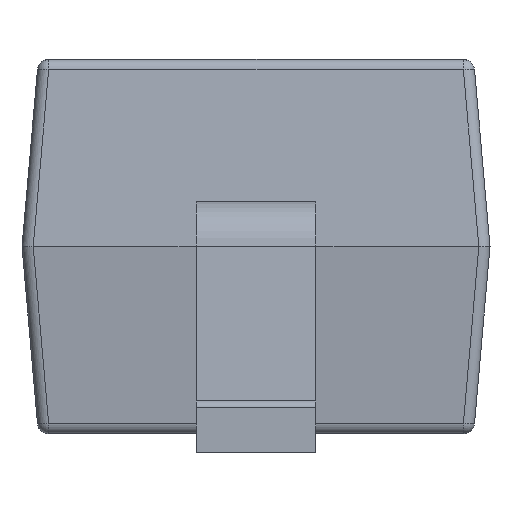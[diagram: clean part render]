
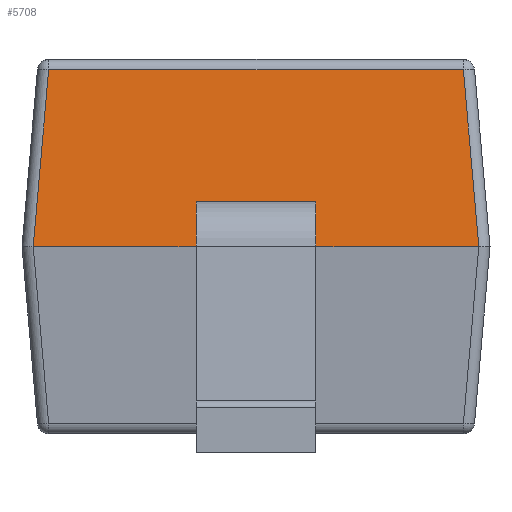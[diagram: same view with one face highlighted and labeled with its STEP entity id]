
A CAD part, left-side view. The second image highlights one B-rep face of the part: STEP entity #5708.
In plain terms, the highlighted planar face has unit normal (-0.996, 0, 0.087).
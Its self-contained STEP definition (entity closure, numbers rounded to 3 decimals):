
#68 = FACE_OUTER_BOUND ( 'NONE', #5325, .T. ) ;
#189 = ORIENTED_EDGE ( 'NONE', *, *, #2009, .T. ) ;
#216 = ORIENTED_EDGE ( 'NONE', *, *, #6427, .T. ) ;
#270 = EDGE_CURVE ( 'NONE', #4292, #6391, #6304, .T. ) ;
#306 = DIRECTION ( 'NONE',  ( 0., -1., 0. ) ) ;
#332 = CARTESIAN_POINT ( 'NONE',  ( -0.85, 0.625, 0. ) ) ;
#346 = DIRECTION ( 'NONE',  ( 0.087, 0., 0.996 ) ) ;
#585 = ORIENTED_EDGE ( 'NONE', *, *, #5034, .T. ) ;
#687 = ORIENTED_EDGE ( 'NONE', *, *, #270, .T. ) ;
#789 = DIRECTION ( 'NONE',  ( 0., -1., 0. ) ) ;
#888 = DIRECTION ( 'NONE',  ( 0., -1., 0. ) ) ;
#920 = CARTESIAN_POINT ( 'NONE',  ( -0.85, 0.595, 0. ) ) ;
#1129 = AXIS2_PLACEMENT_3D ( 'NONE', #4009, #1484, #6044 ) ;
#1254 = LINE ( 'NONE', #5108, #4637 ) ;
#1363 = CARTESIAN_POINT ( 'NONE',  ( -0.85, -0.16, 0. ) ) ;
#1461 = PLANE ( 'NONE',  #1129 ) ;
#1484 = DIRECTION ( 'NONE',  ( -0.996, 0., 0.087 ) ) ;
#1603 = VECTOR ( 'NONE', #306, 1000. ) ;
#1726 = CARTESIAN_POINT ( 'NONE',  ( -0.85, -0.595, 0. ) ) ;
#1750 = CARTESIAN_POINT ( 'NONE',  ( -0.809, -0.554, 0.473 ) ) ;
#1779 = CARTESIAN_POINT ( 'NONE',  ( -0.84, 0.16, 0.12 ) ) ;
#1836 = VERTEX_POINT ( 'NONE', #1750 ) ;
#2009 = EDGE_CURVE ( 'NONE', #1836, #2821, #5556, .T. ) ;
#2327 = VECTOR ( 'NONE', #346, 1000. ) ;
#2385 = EDGE_CURVE ( 'NONE', #3924, #5134, #4115, .T. ) ;
#2658 = EDGE_CURVE ( 'NONE', #5996, #5122, #4858, .T. ) ;
#2684 = CARTESIAN_POINT ( 'NONE',  ( -0.85, 0.16, 0. ) ) ;
#2821 = VERTEX_POINT ( 'NONE', #5493 ) ;
#2884 = LINE ( 'NONE', #2684, #4417 ) ;
#3400 = CARTESIAN_POINT ( 'NONE',  ( -0.84, -0.16, 0.12 ) ) ;
#3655 = LINE ( 'NONE', #1363, #2327 ) ;
#3923 = CARTESIAN_POINT ( 'NONE',  ( -0.84, 0.625, 0.12 ) ) ;
#3924 = VERTEX_POINT ( 'NONE', #1779 ) ;
#4009 = CARTESIAN_POINT ( 'NONE',  ( -0.85, 0.625, 0. ) ) ;
#4115 = LINE ( 'NONE', #3923, #6506 ) ;
#4127 = VECTOR ( 'NONE', #6441, 1000. ) ;
#4194 = EDGE_CURVE ( 'NONE', #6391, #1836, #1254, .T. ) ;
#4204 = DIRECTION ( 'NONE',  ( 0.087, 0., 0.996 ) ) ;
#4292 = VERTEX_POINT ( 'NONE', #6184 ) ;
#4383 = CARTESIAN_POINT ( 'NONE',  ( -0.85, 0.625, 0. ) ) ;
#4417 = VECTOR ( 'NONE', #4204, 1000. ) ;
#4637 = VECTOR ( 'NONE', #5088, 1000. ) ;
#4667 = VECTOR ( 'NONE', #5986, 1000. ) ;
#4770 = ORIENTED_EDGE ( 'NONE', *, *, #4987, .F. ) ;
#4858 = LINE ( 'NONE', #332, #1603 ) ;
#4918 = CARTESIAN_POINT ( 'NONE',  ( -0.85, 0.595, -0.003 ) ) ;
#4938 = CARTESIAN_POINT ( 'NONE',  ( -0.809, 0.581, 0.473 ) ) ;
#4987 = EDGE_CURVE ( 'NONE', #4292, #5134, #3655, .T. ) ;
#5034 = EDGE_CURVE ( 'NONE', #2821, #5996, #5276, .T. ) ;
#5088 = DIRECTION ( 'NONE',  ( 0.087, 0.087, 0.992 ) ) ;
#5108 = CARTESIAN_POINT ( 'NONE',  ( -0.841, -0.586, 0.105 ) ) ;
#5122 = VERTEX_POINT ( 'NONE', #6421 ) ;
#5134 = VERTEX_POINT ( 'NONE', #3400 ) ;
#5215 = ORIENTED_EDGE ( 'NONE', *, *, #2658, .T. ) ;
#5276 = LINE ( 'NONE', #4918, #4127 ) ;
#5325 = EDGE_LOOP ( 'NONE', ( #189, #585, #5215, #216, #6001, #4770, #687, #6154 ) ) ;
#5493 = CARTESIAN_POINT ( 'NONE',  ( -0.809, 0.554, 0.473 ) ) ;
#5556 = LINE ( 'NONE', #4938, #4667 ) ;
#5708 = ADVANCED_FACE ( 'NONE', ( #68 ), #1461, .T. ) ;
#5986 = DIRECTION ( 'NONE',  ( 0., 1., 0. ) ) ;
#5996 = VERTEX_POINT ( 'NONE', #920 ) ;
#6001 = ORIENTED_EDGE ( 'NONE', *, *, #2385, .T. ) ;
#6044 = DIRECTION ( 'NONE',  ( 0.087, 0., 0.996 ) ) ;
#6154 = ORIENTED_EDGE ( 'NONE', *, *, #4194, .T. ) ;
#6184 = CARTESIAN_POINT ( 'NONE',  ( -0.85, -0.16, 0. ) ) ;
#6304 = LINE ( 'NONE', #4383, #6463 ) ;
#6391 = VERTEX_POINT ( 'NONE', #1726 ) ;
#6421 = CARTESIAN_POINT ( 'NONE',  ( -0.85, 0.16, 0. ) ) ;
#6427 = EDGE_CURVE ( 'NONE', #5122, #3924, #2884, .T. ) ;
#6441 = DIRECTION ( 'NONE',  ( -0.087, 0.087, -0.992 ) ) ;
#6463 = VECTOR ( 'NONE', #789, 1000. ) ;
#6506 = VECTOR ( 'NONE', #888, 1000. ) ;
